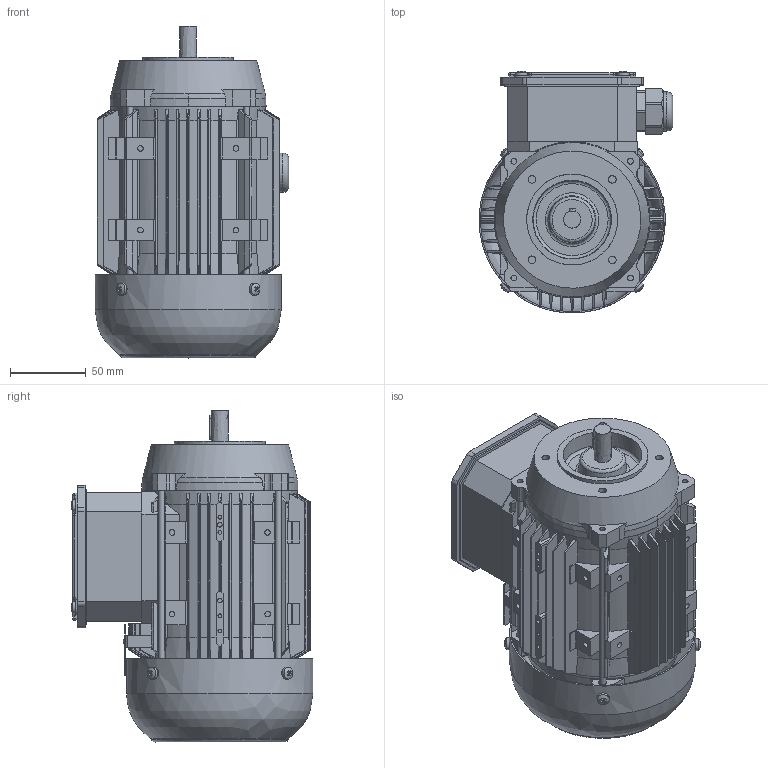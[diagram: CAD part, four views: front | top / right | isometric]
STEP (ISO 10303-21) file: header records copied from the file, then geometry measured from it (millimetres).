
FILE_DESCRIPTION((''),'2;1');
FILE_NAME('QSFC63GMM.stp','2009-11-06T16:32:41',( 'User'),('SDRC'),'I-DEAS Master Series 9','UNIX','Yes');
FILE_SCHEMA(('AUTOMOTIVE_DESIGN { 1 0 10303 214 1 1 1 1 }'));
Length unit declared in the file: millimetre
Products named in the file (1): GMM_000000000135
Bounding box: 127.92 x 159.42 x 219.14 mm (x, y, z)
Volume: 27685 mm3; surface area: 362448 mm2
Topology: 8 solids, 37 shells, 2517 faces, 6871 edges, 4479 vertices
Faces by surface type: bspline 2517
Entity records: 84901 total; most frequent: CARTESIAN_POINT 46139, ORIENTED_EDGE 13551, EDGE_CURVE 6836, VERTEX_POINT 4455, B_SPLINE_CURVE_WITH_KNOTS 3042, EDGE_LOOP 2741, FACE_OUTER_BOUND 2517, ADVANCED_FACE 2517
